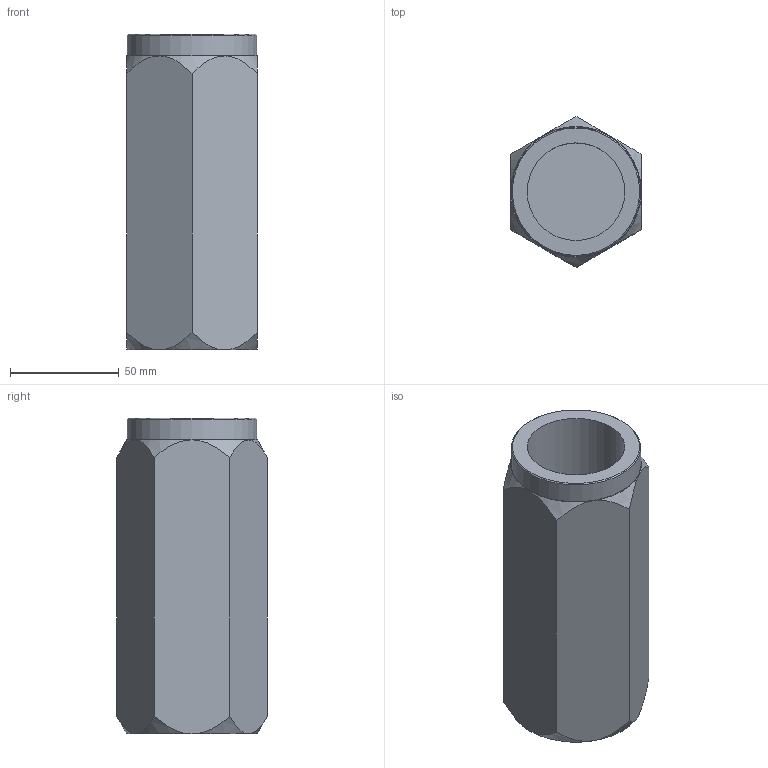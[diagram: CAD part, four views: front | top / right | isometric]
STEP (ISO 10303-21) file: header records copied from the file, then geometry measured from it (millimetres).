
FILE_DESCRIPTION(/* description */ ('Unknown'),/* implementation_level */ '2;1');
FILE_NAME(/* name */ 'V0632',/* time_stamp */ '2016-09-16T13:12:12+02:00',/* author */ ('Unknown'),/* organization */ ('Unknown'),/* preprocessor_version */ 'ST-DEVELOPER v16.7',/* originating_system */ 'DEX',/* authorisation */ $);
FILE_SCHEMA (('AUTOMOTIVE_DESIGN {1 0 10303 214 3 1 1}'));
Length unit declared in the file: millimetre
Products named in the file (1): V0632
Bounding box: 60 x 69.28 x 145 mm (x, y, z)
Volume: 346175.7 mm3; surface area: 44559.7 mm2
Topology: 1 solids, 1 shells, 27 faces, 53 edges, 31 vertices
Faces by surface type: cone 13, plane 11, cylinder 3
Full cylindrical faces by diameter (mm): 44.845 x2, 59.5 x1
Entity records: 851 total; most frequent: CARTESIAN_POINT 156, DIRECTION 100, ORIENTED_EDGE 98, EDGE_CURVE 49, AXIS2_PLACEMENT_3D 47, EDGE_LOOP 34, FACE_BOUND 34, VERTEX_POINT 31
